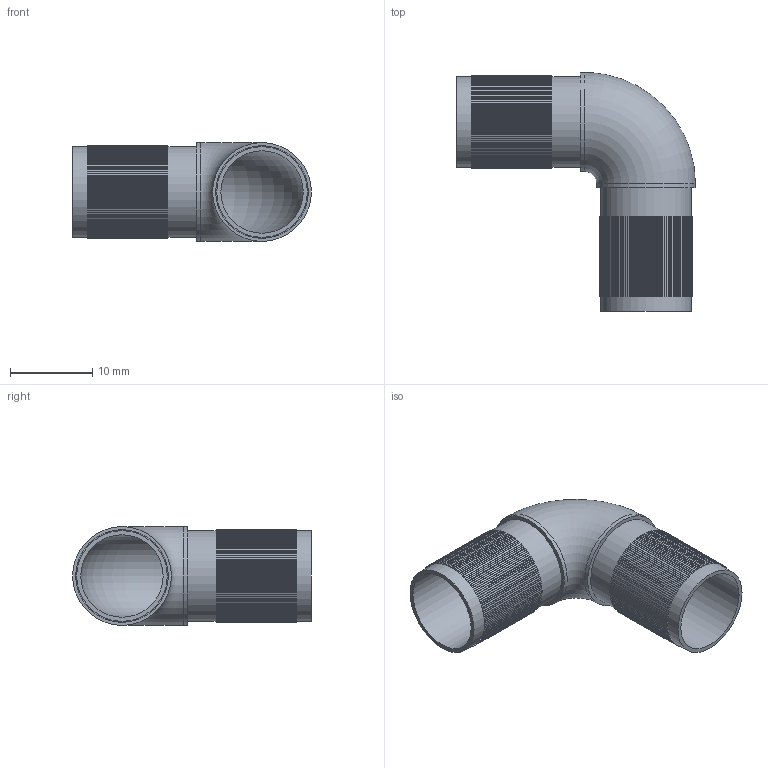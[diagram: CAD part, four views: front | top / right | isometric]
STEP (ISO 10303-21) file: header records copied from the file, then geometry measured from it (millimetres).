
FILE_DESCRIPTION(/* description */ (''),/* implementation_level */ '2;1');
FILE_NAME(/* name */ 'Stecksysteme_X60.stp',/* time_stamp */ '2017-07-25T12:58:59+02:00',/* author */ (''),/* organization */ (''),/* preprocessor_version */ 'ST-DEVELOPER v16',/* originating_system */ 'SIEMENS PLM Software NX 11.0',/* authorisation */ '');
FILE_SCHEMA (('AUTOMOTIVE_DESIGN { 1 0 10303 214 3 1 1 1 }'));
Length unit declared in the file: millimetre
Products named in the file (1): Goge1AB05413n3u5
Bounding box: 29 x 29 x 12 mm (x, y, z)
Volume: 1055 mm3; surface area: 5270.2 mm2
Topology: 289 solids, 289 shells, 1740 faces, 3476 edges, 2317 vertices
Faces by surface type: plane 1732, cylinder 6, torus 2
Full cylindrical faces by diameter (mm): 10 x2, 11 x2, 12 x2
Entity records: 45516 total; most frequent: CARTESIAN_POINT 7527, DIRECTION 6964, ORIENTED_EDGE 6936, EDGE_CURVE 3468, LINE 3456, VECTOR 3456, VERTEX_POINT 2316, AXIS2_PLACEMENT_3D 1754
